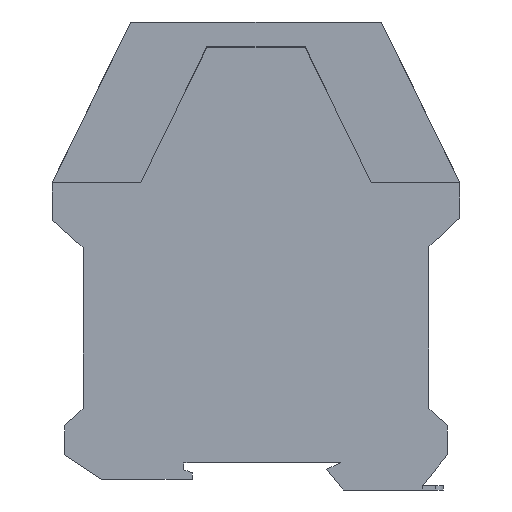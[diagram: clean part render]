
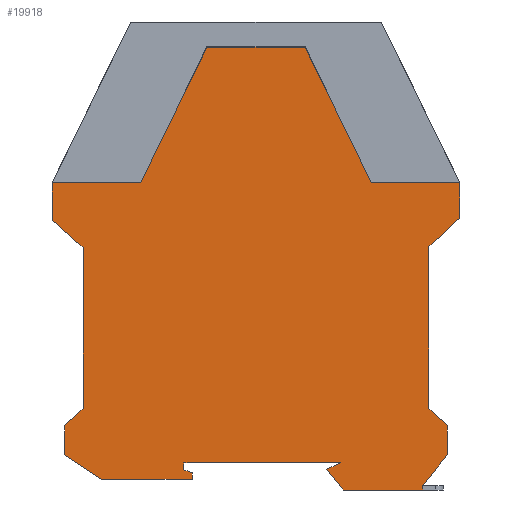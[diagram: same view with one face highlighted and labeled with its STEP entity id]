
A CAD part, left-side view. The second image highlights one B-rep face of the part: STEP entity #19918.
In plain terms, the highlighted planar face has unit normal (-1, 0, 0).
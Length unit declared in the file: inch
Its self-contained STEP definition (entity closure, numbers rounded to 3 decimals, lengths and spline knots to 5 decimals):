
#17910=DIRECTION('',(0.,0.,-1.));
#17911=VECTOR('',#17910,1.61889);
#17912=CARTESIAN_POINT('',(212.40842,81.52993,
-5.57239));
#17913=LINE('',#17912,#17911);
#18030=DIRECTION('',(0.,0.,-1.));
#18031=VECTOR('',#18030,1.59338);
#18032=CARTESIAN_POINT('',(212.40842,79.52993,
-7.9789));
#18033=LINE('',#18032,#18031);
#18038=DIRECTION('',(0.,1.,0.));
#18039=VECTOR('',#18038,22.);
#18040=CARTESIAN_POINT('',(212.40842,79.52993,
-9.57228));
#18041=LINE('',#18040,#18039);
#18414=DIRECTION('',(0.,0.93,0.366));
#18415=VECTOR('',#18414,2.1495);
#18416=CARTESIAN_POINT('',(212.40842,79.52993,
-7.9789));
#18417=LINE('',#18416,#18415);
#18418=DIRECTION('',(0.,-0.832,-0.555));
#18419=VECTOR('',#18418,10.81665);
#18420=CARTESIAN_POINT('',(212.40842,110.52993,
-3.57228));
#18421=LINE('',#18420,#18419);
#18422=DIRECTION('',(0.,0.,-1.));
#18423=VECTOR('',#18422,7.);
#18424=CARTESIAN_POINT('',(212.40842,110.52993,3.42772));
#18425=LINE('',#18424,#18423);
#18426=DIRECTION('',(0.,0.724,-0.69));
#18427=VECTOR('',#18426,6.21429);
#18428=CARTESIAN_POINT('',(212.40842,106.02993,7.71343));
#18429=LINE('',#18428,#18427);
#18430=DIRECTION('',(0.,0.,-1.));
#18431=VECTOR('',#18430,39.02198);
#18432=CARTESIAN_POINT('',(212.40842,106.02993,46.73541));
#18433=LINE('',#18432,#18431);
#18434=DIRECTION('',(0.,-0.749,-0.663));
#18435=VECTOR('',#18434,10.0134);
#18436=CARTESIAN_POINT('',(212.40842,113.52993,53.37003));
#18437=LINE('',#18436,#18435);
#18438=DIRECTION('',(0.,0.,-1.));
#18439=VECTOR('',#18438,9.05769);
#18440=CARTESIAN_POINT('',(212.40842,113.52993,62.42772));
#18441=LINE('',#18440,#18439);
#18442=DIRECTION('',(0.,1.,0.));
#18443=VECTOR('',#18442,21.5);
#18444=CARTESIAN_POINT('',(212.40842,92.02993,62.42772));
#18445=LINE('',#18444,#18443);
#18446=DIRECTION('',(0.,0.438,-0.899));
#18447=VECTOR('',#18446,36.70787);
#18448=CARTESIAN_POINT('',(212.40842,75.95301,95.42772));
#18449=LINE('',#18448,#18447);
#18450=DIRECTION('',(0.,1.,0.));
#18451=VECTOR('',#18450,23.84615);
#18452=CARTESIAN_POINT('',(212.40842,52.10686,95.42772));
#18453=LINE('',#18452,#18451);
#18454=DIRECTION('',(0.,0.438,0.899));
#18455=VECTOR('',#18454,36.70787);
#18456=CARTESIAN_POINT('',(212.40842,36.02993,62.42772));
#18457=LINE('',#18456,#18455);
#18458=DIRECTION('',(0.,1.,0.));
#18459=VECTOR('',#18458,21.5);
#18460=CARTESIAN_POINT('',(212.40842,14.52993,62.42772));
#18461=LINE('',#18460,#18459);
#18462=DIRECTION('',(0.,0.,1.));
#18463=VECTOR('',#18462,8.53846);
#18464=CARTESIAN_POINT('',(212.40842,14.52993,53.88926));
#18465=LINE('',#18464,#18463);
#18466=DIRECTION('',(0.,-0.735,0.678));
#18467=VECTOR('',#18466,10.20681);
#18468=CARTESIAN_POINT('',(212.40842,22.02993,46.96618));
#18469=LINE('',#18468,#18467);
#18470=DIRECTION('',(0.,0.,1.));
#18471=VECTOR('',#18470,39.25275);
#18472=CARTESIAN_POINT('',(212.40842,22.02993,7.71343));
#18473=LINE('',#18472,#18471);
#18474=DIRECTION('',(0.,0.724,0.69));
#18475=VECTOR('',#18474,6.21429);
#18476=CARTESIAN_POINT('',(212.40842,17.52993,3.42772));
#18477=LINE('',#18476,#18475);
#18478=DIRECTION('',(0.,0.,1.));
#18479=VECTOR('',#18478,7.);
#18480=CARTESIAN_POINT('',(212.40842,17.52993,
-3.57228));
#18481=LINE('',#18480,#18479);
#18482=DIRECTION('',(0.,-0.625,0.781));
#18483=VECTOR('',#18482,9.60469);
#18484=CARTESIAN_POINT('',(212.40842,23.52993,
-11.07228));
#18485=LINE('',#18484,#18483);
#18486=DIRECTION('',(0.,-1.,0.));
#18487=VECTOR('',#18486,19.30854);
#18488=CARTESIAN_POINT('',(212.40842,42.83847,
-12.14385));
#18489=LINE('',#18488,#18487);
#18490=DIRECTION('',(0.,-0.626,-0.78));
#18491=VECTOR('',#18490,6.44549);
#18492=CARTESIAN_POINT('',(212.40842,46.87223,
-7.11661));
#18493=LINE('',#18492,#18491);
#18494=DIRECTION('',(0.,0.908,-0.419));
#18495=VECTOR('',#18494,3.68184);
#18496=CARTESIAN_POINT('',(212.40842,43.52993,
-5.57228));
#18497=LINE('',#18496,#18495);
#18498=DIRECTION('',(0.,-1.,0.));
#18499=VECTOR('',#18498,34.);
#18500=CARTESIAN_POINT('',(212.40842,77.52993,
-5.57233));
#18501=LINE('',#18500,#18499);
#18686=DIRECTION('',(0.,0.,-1.));
#18687=VECTOR('',#18686,1.07157);
#18688=CARTESIAN_POINT('',(212.40842,23.52993,
-11.07228));
#18689=LINE('',#18688,#18687);
#18834=DIRECTION('',(0.,1.,0.));
#18835=VECTOR('',#18834,4.);
#18836=CARTESIAN_POINT('',(212.40842,77.52993,
-5.57233));
#18837=LINE('',#18836,#18835);
#18904=CARTESIAN_POINT('',(212.40842,81.52993,
-5.57239));
#18905=VERTEX_POINT('',#18904);
#18906=CARTESIAN_POINT('',(212.40842,81.52993,
-7.19128));
#18907=VERTEX_POINT('',#18906);
#18908=CARTESIAN_POINT('',(212.40842,79.52993,
-7.9789));
#18909=VERTEX_POINT('',#18908);
#18914=CARTESIAN_POINT('',(212.40842,77.52993,
-5.57233));
#18915=VERTEX_POINT('',#18914);
#18916=CARTESIAN_POINT('',(212.40842,79.52993,
-9.57228));
#18917=VERTEX_POINT('',#18916);
#18930=CARTESIAN_POINT('',(212.40842,101.52993,
-9.57228));
#18931=VERTEX_POINT('',#18930);
#18934=CARTESIAN_POINT('',(212.40842,43.52993,
-5.57228));
#18935=VERTEX_POINT('',#18934);
#18944=CARTESIAN_POINT('',(212.40842,110.52993,
-3.57228));
#18945=VERTEX_POINT('',#18944);
#18948=CARTESIAN_POINT('',(212.40842,46.87223,
-7.11661));
#18949=VERTEX_POINT('',#18948);
#18956=CARTESIAN_POINT('',(212.40842,110.52993,3.42772));
#18957=VERTEX_POINT('',#18956);
#18960=CARTESIAN_POINT('',(212.40842,42.83847,
-12.14385));
#18961=VERTEX_POINT('',#18960);
#18970=CARTESIAN_POINT('',(212.40842,106.02993,7.71343));
#18971=VERTEX_POINT('',#18970);
#18974=CARTESIAN_POINT('',(212.40842,23.52993,
-12.14385));
#18975=VERTEX_POINT('',#18974);
#18992=CARTESIAN_POINT('',(212.40842,106.02993,46.73541));
#18993=VERTEX_POINT('',#18992);
#18996=CARTESIAN_POINT('',(212.40842,23.52993,
-11.07228));
#18997=VERTEX_POINT('',#18996);
#19014=CARTESIAN_POINT('',(212.40842,113.52993,53.37003));
#19015=VERTEX_POINT('',#19014);
#19018=CARTESIAN_POINT('',(212.40842,17.52993,
-3.57228));
#19019=VERTEX_POINT('',#19018);
#19032=CARTESIAN_POINT('',(212.40842,113.52993,62.42772));
#19033=VERTEX_POINT('',#19032);
#19038=CARTESIAN_POINT('',(212.40842,17.52993,3.42772));
#19039=VERTEX_POINT('',#19038);
#19048=CARTESIAN_POINT('',(212.40842,92.02993,62.42772));
#19049=VERTEX_POINT('',#19048);
#19056=CARTESIAN_POINT('',(212.40842,22.02993,7.71343));
#19057=VERTEX_POINT('',#19056);
#19076=CARTESIAN_POINT('',(212.40842,75.95301,95.42772));
#19077=VERTEX_POINT('',#19076);
#19086=CARTESIAN_POINT('',(212.40842,22.02993,46.96618));
#19087=VERTEX_POINT('',#19086);
#19098=CARTESIAN_POINT('',(212.40842,52.10686,95.42772));
#19099=VERTEX_POINT('',#19098);
#19108=CARTESIAN_POINT('',(212.40842,14.52993,53.88926));
#19109=VERTEX_POINT('',#19108);
#19116=CARTESIAN_POINT('',(212.40842,36.02993,62.42772));
#19117=VERTEX_POINT('',#19116);
#19124=CARTESIAN_POINT('',(212.40842,14.52993,62.42772));
#19125=VERTEX_POINT('',#19124);
#19870=CARTESIAN_POINT('',(212.40842,23.52993,
-5.57228));
#19871=DIRECTION('',(1.,0.,0.));
#19872=DIRECTION('',(0.,1.,0.));
#19873=AXIS2_PLACEMENT_3D('',#19870,#19871,#19872);
#19874=PLANE('',#19873);
#19875=ORIENTED_EDGE('',*,*,#19311,.F.);
#19876=ORIENTED_EDGE('',*,*,#19326,.T.);
#19877=ORIENTED_EDGE('',*,*,#19340,.T.);
#19878=ORIENTED_EDGE('',*,*,#19354,.F.);
#19879=ORIENTED_EDGE('',*,*,#19368,.F.);
#19880=ORIENTED_EDGE('',*,*,#19382,.F.);
#19881=ORIENTED_EDGE('',*,*,#19396,.F.);
#19882=ORIENTED_EDGE('',*,*,#19410,.F.);
#19883=ORIENTED_EDGE('',*,*,#19432,.F.);
#19884=ORIENTED_EDGE('',*,*,#19470,.F.);
#19886=ORIENTED_EDGE('',*,*,#19885,.F.);
#19888=ORIENTED_EDGE('',*,*,#19887,.F.);
#19889=ORIENTED_EDGE('',*,*,#19863,.F.);
#19890=ORIENTED_EDGE('',*,*,#19786,.F.);
#19892=ORIENTED_EDGE('',*,*,#19891,.F.);
#19894=ORIENTED_EDGE('',*,*,#19893,.F.);
#19896=ORIENTED_EDGE('',*,*,#19895,.F.);
#19898=ORIENTED_EDGE('',*,*,#19897,.F.);
#19900=ORIENTED_EDGE('',*,*,#19899,.F.);
#19902=ORIENTED_EDGE('',*,*,#19901,.F.);
#19904=ORIENTED_EDGE('',*,*,#19903,.T.);
#19906=ORIENTED_EDGE('',*,*,#19905,.F.);
#19908=ORIENTED_EDGE('',*,*,#19907,.F.);
#19910=ORIENTED_EDGE('',*,*,#19909,.F.);
#19912=ORIENTED_EDGE('',*,*,#19911,.F.);
#19914=ORIENTED_EDGE('',*,*,#19913,.T.);
#19915=ORIENTED_EDGE('',*,*,#19235,.T.);
#19916=EDGE_LOOP('',(#19875,#19876,#19877,#19878,#19879,#19880,#19881,#19882,
#19883,#19884,#19886,#19888,#19889,#19890,#19892,#19894,#19896,#19898,#19900,
#19902,#19904,#19906,#19908,#19910,#19912,#19914,#19915));
#19917=FACE_OUTER_BOUND('',#19916,.F.);
#19235=EDGE_CURVE('',#18905,#18907,#17913,.T.);
#19311=EDGE_CURVE('',#18909,#18907,#18417,.T.);
#19326=EDGE_CURVE('',#18909,#18917,#18033,.T.);
#19340=EDGE_CURVE('',#18917,#18931,#18041,.T.);
#19354=EDGE_CURVE('',#18945,#18931,#18421,.T.);
#19368=EDGE_CURVE('',#18957,#18945,#18425,.T.);
#19382=EDGE_CURVE('',#18971,#18957,#18429,.T.);
#19396=EDGE_CURVE('',#18993,#18971,#18433,.T.);
#19410=EDGE_CURVE('',#19015,#18993,#18437,.T.);
#19432=EDGE_CURVE('',#19033,#19015,#18441,.T.);
#19470=EDGE_CURVE('',#19049,#19033,#18445,.T.);
#19786=EDGE_CURVE('',#19125,#19117,#18461,.T.);
#19863=EDGE_CURVE('',#19117,#19099,#18457,.T.);
#19885=EDGE_CURVE('',#19077,#19049,#18449,.T.);
#19887=EDGE_CURVE('',#19099,#19077,#18453,.T.);
#19891=EDGE_CURVE('',#19109,#19125,#18465,.T.);
#19893=EDGE_CURVE('',#19087,#19109,#18469,.T.);
#19895=EDGE_CURVE('',#19057,#19087,#18473,.T.);
#19897=EDGE_CURVE('',#19039,#19057,#18477,.T.);
#19899=EDGE_CURVE('',#19019,#19039,#18481,.T.);
#19901=EDGE_CURVE('',#18997,#19019,#18485,.T.);
#19903=EDGE_CURVE('',#18997,#18975,#18689,.T.);
#19905=EDGE_CURVE('',#18961,#18975,#18489,.T.);
#19907=EDGE_CURVE('',#18949,#18961,#18493,.T.);
#19909=EDGE_CURVE('',#18935,#18949,#18497,.T.);
#19911=EDGE_CURVE('',#18915,#18935,#18501,.T.);
#19913=EDGE_CURVE('',#18915,#18905,#18837,.T.);
#19918=ADVANCED_FACE('',(#19917),#19874,.F.);
